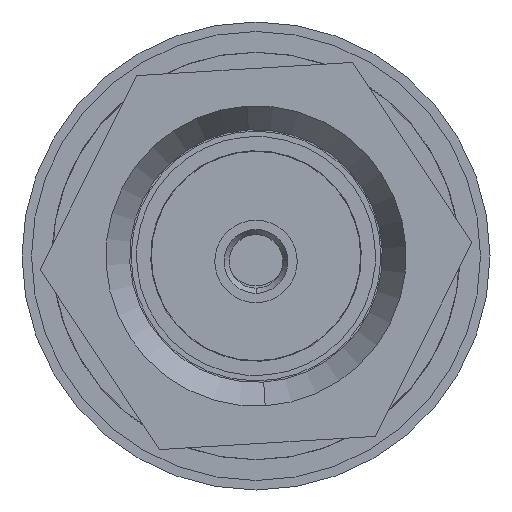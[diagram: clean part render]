
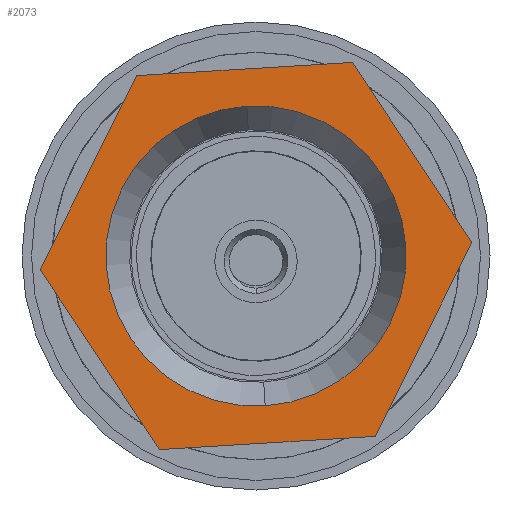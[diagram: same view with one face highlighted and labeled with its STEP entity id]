
A CAD part, front view. The second image highlights one B-rep face of the part: STEP entity #2073.
In plain terms, the highlighted planar face has unit normal (0, -1, 0).
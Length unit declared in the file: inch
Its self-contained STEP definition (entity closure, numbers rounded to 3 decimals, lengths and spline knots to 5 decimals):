
#1138 = CARTESIAN_POINT ( 'NONE',  ( -0.18187, -0.2725, 0.315 ) ) ;
#1143 = DIRECTION ( 'NONE',  ( -0.5, 0., -0.866 ) ) ;
#1144 = VECTOR ( 'NONE', #1143, 39.37008 ) ;
#1215 = AXIS2_PLACEMENT_3D ( 'NONE', #1221, #1220, #1219 ) ;
#1216 = LINE ( 'NONE', #1138, #1144 ) ;
#1217 = CIRCLE ( 'NONE', #1215, 0.2525 ) ;
#1218 = CARTESIAN_POINT ( 'NONE',  ( -0.18187, -0.2725, 0.315 ) ) ;
#1219 = DIRECTION ( 'NONE',  ( 0., 0., -1. ) ) ;
#1220 = DIRECTION ( 'NONE',  ( 0., 1., 0. ) ) ;
#1221 = CARTESIAN_POINT ( 'NONE',  ( 0., -0.2725, 0. ) ) ;
#1225 = DIRECTION ( 'NONE',  ( 1., 0., 0. ) ) ;
#1226 = VECTOR ( 'NONE', #1225, 39.37008 ) ;
#1227 = CARTESIAN_POINT ( 'NONE',  ( -0.18187, -0.2725, -0.315 ) ) ;
#1238 = LINE ( 'NONE', #1227, #1226 ) ;
#1239 = CARTESIAN_POINT ( 'NONE',  ( 0.18187, -0.2725, -0.315 ) ) ;
#1284 = CARTESIAN_POINT ( 'NONE',  ( -0.36373, -0.2725, 0. ) ) ;
#1291 = CARTESIAN_POINT ( 'NONE',  ( -0.18187, -0.2725, -0.315 ) ) ;
#1327 = LINE ( 'NONE', #1328, #1335 ) ;
#1328 = CARTESIAN_POINT ( 'NONE',  ( 0.36373, -0.2725, 0. ) ) ;
#1335 = VECTOR ( 'NONE', #1336, 39.37008 ) ;
#1336 = DIRECTION ( 'NONE',  ( -0.5, 0., 0.866 ) ) ;
#1338 = DIRECTION ( 'NONE',  ( 0.5, 0., 0.866 ) ) ;
#1339 = VECTOR ( 'NONE', #1338, 39.37008 ) ;
#1340 = CARTESIAN_POINT ( 'NONE',  ( 0.18187, -0.2725, -0.315 ) ) ;
#1345 = LINE ( 'NONE', #1340, #1339 ) ;
#1346 = CARTESIAN_POINT ( 'NONE',  ( 0.36373, -0.2725, 0. ) ) ;
#1386 = DIRECTION ( 'NONE',  ( 0., 0., -1. ) ) ;
#1387 = DIRECTION ( 'NONE',  ( 0., -1., 0. ) ) ;
#1388 = CARTESIAN_POINT ( 'NONE',  ( -0.36373, -0.2725, 0. ) ) ;
#1393 = AXIS2_PLACEMENT_3D ( 'NONE', #1388, #1387, #1386 ) ;
#1394 = PLANE ( 'NONE',  #1393 ) ;
#1395 = FACE_OUTER_BOUND ( 'NONE', #1946, .T. ) ;
#1396 = FACE_BOUND ( 'NONE', #1935, .T. ) ;
#1397 = DIRECTION ( 'NONE',  ( -1., 0., 0. ) ) ;
#1399 = LINE ( 'NONE', #1405, #1404 ) ;
#1404 = VECTOR ( 'NONE', #1397, 39.37008 ) ;
#1405 = CARTESIAN_POINT ( 'NONE',  ( 0.18187, -0.2725, 0.315 ) ) ;
#1407 = DIRECTION ( 'NONE',  ( 0.5, 0., -0.866 ) ) ;
#1408 = VECTOR ( 'NONE', #1407, 39.37008 ) ;
#1409 = CARTESIAN_POINT ( 'NONE',  ( -0.36373, -0.2725, 0. ) ) ;
#1410 = LINE ( 'NONE', #1409, #1408 ) ;
#1416 = CARTESIAN_POINT ( 'NONE',  ( 0.18187, -0.2725, 0.315 ) ) ;
#1622 = EDGE_CURVE ( 'NONE', #1642, #1667, #2100, .T. ) ;
#1642 = VERTEX_POINT ( 'NONE', #2091 ) ;
#1667 = VERTEX_POINT ( 'NONE', #2193 ) ;
#1935 = EDGE_LOOP ( 'NONE', ( #1936, #1944 ) ) ;
#1936 = ORIENTED_EDGE ( 'NONE', *, *, #1622, .T. ) ;
#1942 = VERTEX_POINT ( 'NONE', #1218 ) ;
#1944 = ORIENTED_EDGE ( 'NONE', *, *, #1945, .T. ) ;
#1945 = EDGE_CURVE ( 'NONE', #1667, #1642, #1217, .T. ) ;
#1946 = EDGE_LOOP ( 'NONE', ( #1947, #1948, #1949, #1950, #1973, #1959 ) ) ;
#1947 = ORIENTED_EDGE ( 'NONE', *, *, #1951, .T. ) ;
#1948 = ORIENTED_EDGE ( 'NONE', *, *, #2054, .T. ) ;
#1949 = ORIENTED_EDGE ( 'NONE', *, *, #1956, .T. ) ;
#1950 = ORIENTED_EDGE ( 'NONE', *, *, #2042, .T. ) ;
#1951 = EDGE_CURVE ( 'NONE', #1942, #1984, #1216, .T. ) ;
#1954 = VERTEX_POINT ( 'NONE', #1239 ) ;
#1956 = EDGE_CURVE ( 'NONE', #1999, #1954, #1238, .T. ) ;
#1959 = ORIENTED_EDGE ( 'NONE', *, *, #2071, .T. ) ;
#1973 = ORIENTED_EDGE ( 'NONE', *, *, #2076, .T. ) ;
#1984 = VERTEX_POINT ( 'NONE', #1284 ) ;
#1999 = VERTEX_POINT ( 'NONE', #1291 ) ;
#2040 = VERTEX_POINT ( 'NONE', #1346 ) ;
#2042 = EDGE_CURVE ( 'NONE', #1954, #2040, #1345, .T. ) ;
#2054 = EDGE_CURVE ( 'NONE', #1984, #1999, #1410, .T. ) ;
#2071 = EDGE_CURVE ( 'NONE', #2074, #1942, #1399, .T. ) ;
#2073 = ADVANCED_FACE ( 'NONE', ( #1396, #1395 ), #1394, .T. ) ;
#2074 = VERTEX_POINT ( 'NONE', #1416 ) ;
#2076 = EDGE_CURVE ( 'NONE', #2040, #2074, #1327, .T. ) ;
#2091 = CARTESIAN_POINT ( 'NONE',  ( 0., -0.2725, -0.2525 ) ) ;
#2097 = DIRECTION ( 'NONE',  ( 0., 0., -1. ) ) ;
#2098 = DIRECTION ( 'NONE',  ( 0., 1., 0. ) ) ;
#2099 = AXIS2_PLACEMENT_3D ( 'NONE', #2130, #2098, #2097 ) ;
#2100 = CIRCLE ( 'NONE', #2099, 0.2525 ) ;
#2130 = CARTESIAN_POINT ( 'NONE',  ( 0., -0.2725, 0. ) ) ;
#2193 = CARTESIAN_POINT ( 'NONE',  ( 0., -0.2725, 0.2525 ) ) ;
